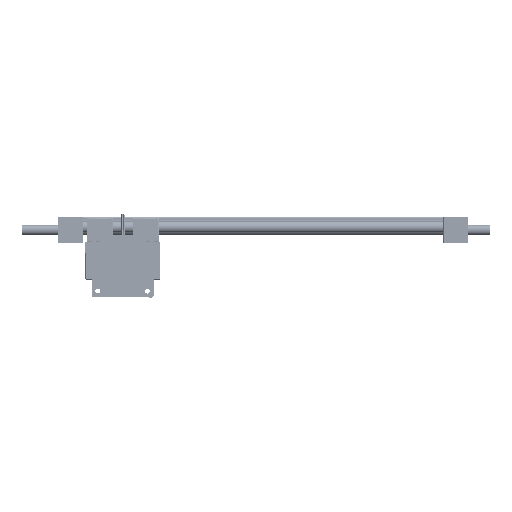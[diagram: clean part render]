
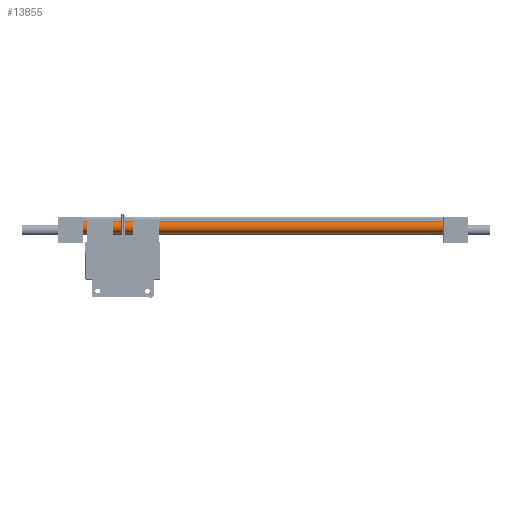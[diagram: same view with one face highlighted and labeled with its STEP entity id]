
A CAD part, front view. The second image highlights one B-rep face of the part: STEP entity #13855.
In plain terms, the highlighted cylindrical face has radius 8 mm (diameter 16 mm), a partial arc.
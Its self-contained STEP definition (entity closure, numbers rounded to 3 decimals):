
#1562=FACE_OUTER_BOUND('',#2423,.T.);
#2423=EDGE_LOOP('',(#10705,#10706,#10707,#10708));
#3451=LINE('',#22614,#4524);
#3452=LINE('',#22618,#4525);
#4524=VECTOR('',#18410,520.);
#4525=VECTOR('',#18415,520.);
#5454=CIRCLE('',#15688,8.);
#5460=CIRCLE('',#15699,8.);
#6381=VERTEX_POINT('',#22574);
#6382=VERTEX_POINT('',#22576);
#6396=VERTEX_POINT('',#22613);
#6397=VERTEX_POINT('',#22617);
#7955=EDGE_CURVE('',#6382,#6381,#5454,.T.);
#7974=EDGE_CURVE('',#6382,#6396,#3451,.T.);
#7976=EDGE_CURVE('',#6397,#6381,#3452,.T.);
#7977=EDGE_CURVE('',#6397,#6396,#5460,.T.);
#10705=ORIENTED_EDGE('',*,*,#7974,.F.);
#10706=ORIENTED_EDGE('',*,*,#7955,.T.);
#10707=ORIENTED_EDGE('',*,*,#7976,.F.);
#10708=ORIENTED_EDGE('',*,*,#7977,.T.);
#13399=CYLINDRICAL_SURFACE('',#15698,8.);
#13855=ADVANCED_FACE('',(#1562),#13399,.T.);
#15688=AXIS2_PLACEMENT_3D('',#22577,#18378,#18379);
#15698=AXIS2_PLACEMENT_3D('',#22616,#18413,#18414);
#15699=AXIS2_PLACEMENT_3D('',#22619,#18416,#18417);
#18378=DIRECTION('center_axis',(0.,0.,1.));
#18379=DIRECTION('ref_axis',(0.989,-0.15,0.));
#18410=DIRECTION('',(0.,0.,1.));
#18413=DIRECTION('center_axis',(0.,0.,1.));
#18414=DIRECTION('ref_axis',(-0.684,0.729,0.));
#18415=DIRECTION('',(0.,0.,-1.));
#18416=DIRECTION('center_axis',(0.,0.,-1.));
#18417=DIRECTION('ref_axis',(0.989,-0.15,0.));
#22574=CARTESIAN_POINT('',(-28.579,6.011,-260.));
#22576=CARTESIAN_POINT('',(-21.054,13.073,-260.));
#22577=CARTESIAN_POINT('Origin',(-29.,14.,-260.));
#22613=CARTESIAN_POINT('',(-21.054,13.073,260.));
#22614=CARTESIAN_POINT('',(-21.054,13.073,0.));
#22616=CARTESIAN_POINT('Origin',(-29.,14.,0.));
#22617=CARTESIAN_POINT('',(-28.579,6.011,260.));
#22618=CARTESIAN_POINT('',(-28.579,6.011,0.));
#22619=CARTESIAN_POINT('Origin',(-29.,14.,260.));
